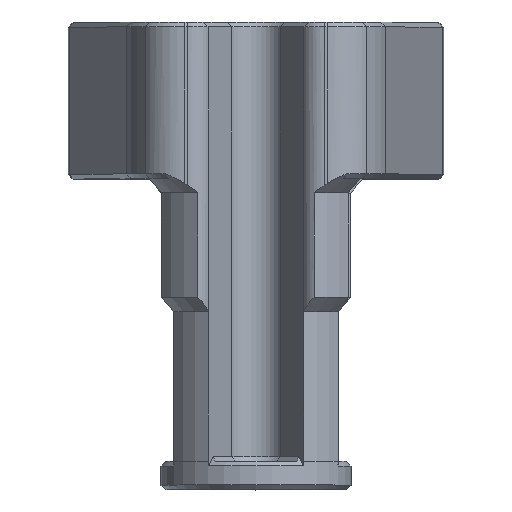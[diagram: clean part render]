
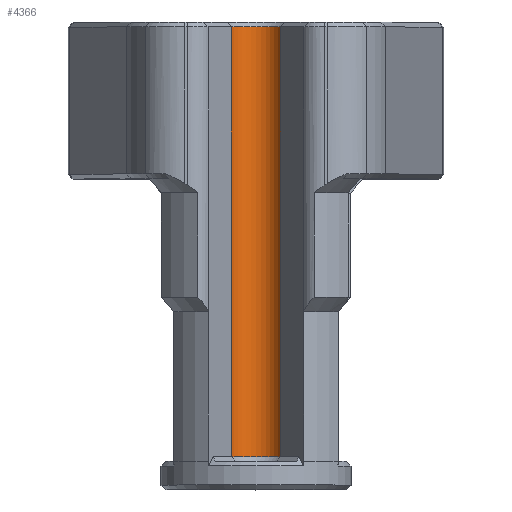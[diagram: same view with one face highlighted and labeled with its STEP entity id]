
A CAD part, top view. The second image highlights one B-rep face of the part: STEP entity #4366.
In plain terms, the highlighted cylindrical face has radius 3 mm (diameter 6 mm), a partial arc.
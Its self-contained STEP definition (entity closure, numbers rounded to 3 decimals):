
#68=CYLINDRICAL_SURFACE('',#4783,3.);
#123=CIRCLE('',#4391,3.);
#232=CIRCLE('',#4633,3.);
#572=FACE_OUTER_BOUND('',#849,.T.);
#849=EDGE_LOOP('',(#3978,#3979,#3980,#3981));
#1253=LINE('',#7301,#1687);
#1283=LINE('',#7384,#1717);
#1687=VECTOR('',#5907,1.);
#1717=VECTOR('',#6023,1.);
#1743=VERTEX_POINT('',#6064);
#1745=VERTEX_POINT('',#6069);
#2039=VERTEX_POINT('',#7000);
#2040=VERTEX_POINT('',#7004);
#2130=EDGE_CURVE('',#1745,#1743,#123,.T.);
#2561=EDGE_CURVE('',#2039,#2040,#232,.T.);
#2699=EDGE_CURVE('',#1743,#2039,#1253,.T.);
#2735=EDGE_CURVE('',#2040,#1745,#1283,.T.);
#3978=ORIENTED_EDGE('',*,*,#2130,.F.);
#3979=ORIENTED_EDGE('',*,*,#2735,.F.);
#3980=ORIENTED_EDGE('',*,*,#2561,.F.);
#3981=ORIENTED_EDGE('',*,*,#2699,.F.);
#4366=ADVANCED_FACE('',(#572),#68,.F.);
#4391=AXIS2_PLACEMENT_3D('',#6071,#4816,#4817);
#4633=AXIS2_PLACEMENT_3D('',#7006,#5598,#5599);
#4783=AXIS2_PLACEMENT_3D('',#7385,#6024,#6025);
#4816=DIRECTION('center_axis',(0.,1.,0.));
#4817=DIRECTION('ref_axis',(-0.866,0.,-0.5));
#5598=DIRECTION('center_axis',(0.,-1.,0.));
#5599=DIRECTION('ref_axis',(-0.866,0.,-0.5));
#5907=DIRECTION('',(0.,1.,0.));
#6023=DIRECTION('',(0.,-1.,0.));
#6024=DIRECTION('center_axis',(0.,-1.,0.));
#6025=DIRECTION('ref_axis',(-0.866,0.,-0.5));
#6064=CARTESIAN_POINT('',(849.572,1061.377,185.532));
#6069=CARTESIAN_POINT('',(854.768,1061.377,185.532));
#6071=CARTESIAN_POINT('Origin',(852.17,1061.377,187.032));
#7000=CARTESIAN_POINT('',(849.572,1106.605,185.532));
#7004=CARTESIAN_POINT('',(854.768,1106.605,185.532));
#7006=CARTESIAN_POINT('Origin',(852.17,1106.605,187.032));
#7301=CARTESIAN_POINT('',(849.572,1090.627,185.532));
#7384=CARTESIAN_POINT('',(854.768,1090.627,185.532));
#7385=CARTESIAN_POINT('Origin',(852.17,1090.627,187.032));
